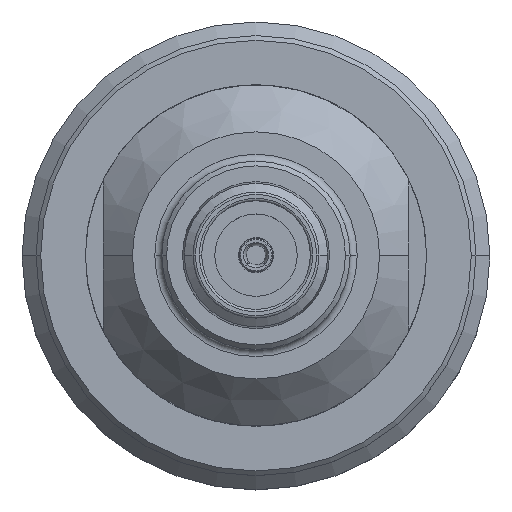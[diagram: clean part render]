
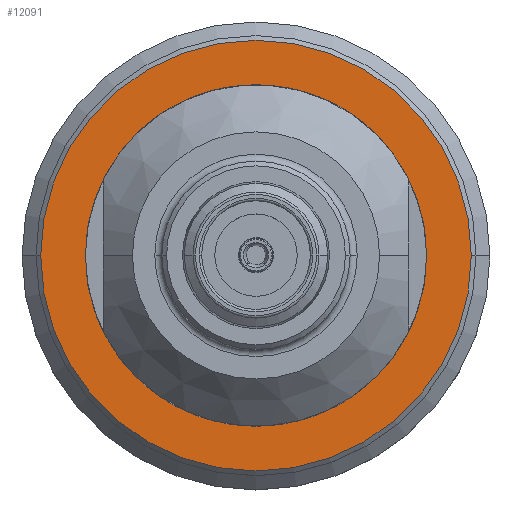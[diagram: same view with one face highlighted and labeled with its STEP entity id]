
A CAD part, top view. The second image highlights one B-rep face of the part: STEP entity #12091.
In plain terms, the highlighted planar face has unit normal (0, 0, 1).
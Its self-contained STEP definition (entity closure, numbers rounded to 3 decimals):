
#310 = DIRECTION ( 'NONE',  ( 0., 0., 1. ) ) ;
#678 = ORIENTED_EDGE ( 'NONE', *, *, #18804, .T. ) ;
#818 = AXIS2_PLACEMENT_3D ( 'NONE', #8102, #310, #6085 ) ;
#1336 = ORIENTED_EDGE ( 'NONE', *, *, #16129, .T. ) ;
#2175 = CARTESIAN_POINT ( 'NONE',  ( 0., 0., -14.43 ) ) ;
#2750 = EDGE_CURVE ( 'NONE', #21909, #17244, #16815, .T. ) ;
#2817 = AXIS2_PLACEMENT_3D ( 'NONE', #13386, #7314, #17089 ) ;
#5340 = AXIS2_PLACEMENT_3D ( 'NONE', #15460, #23331, #15621 ) ;
#6048 = DIRECTION ( 'NONE',  ( -1., 0., 0. ) ) ;
#6085 = DIRECTION ( 'NONE',  ( 1., 0., 0. ) ) ;
#6129 = EDGE_CURVE ( 'NONE', #17244, #21909, #17535, .T. ) ;
#7314 = DIRECTION ( 'NONE',  ( 0., 0., -1. ) ) ;
#7986 = FACE_BOUND ( 'NONE', #9177, .T. ) ;
#8102 = CARTESIAN_POINT ( 'NONE',  ( 0., 0., -14.43 ) ) ;
#8325 = AXIS2_PLACEMENT_3D ( 'NONE', #2175, #13823, #9814 ) ;
#8919 = ORIENTED_EDGE ( 'NONE', *, *, #6129, .F. ) ;
#9177 = EDGE_LOOP ( 'NONE', ( #8919, #22307 ) ) ;
#9814 = DIRECTION ( 'NONE',  ( 1., 0., 0. ) ) ;
#10050 = CARTESIAN_POINT ( 'NONE',  ( -9.15, 0., -14.43 ) ) ;
#10825 = VERTEX_POINT ( 'NONE', #21417 ) ;
#10982 = CARTESIAN_POINT ( 'NONE',  ( 7.25, 0., -14.43 ) ) ;
#11663 = EDGE_LOOP ( 'NONE', ( #678, #1336 ) ) ;
#12091 = ADVANCED_FACE ( 'NONE', ( #18735, #7986 ), #24952, .F. ) ;
#12422 = CIRCLE ( 'NONE', #15974, 9.15 ) ;
#13386 = CARTESIAN_POINT ( 'NONE',  ( 0., 7.25, -14.43 ) ) ;
#13823 = DIRECTION ( 'NONE',  ( 0., 0., 1. ) ) ;
#15460 = CARTESIAN_POINT ( 'NONE',  ( 0., 0., -14.43 ) ) ;
#15621 = DIRECTION ( 'NONE',  ( -1., 0., 0. ) ) ;
#15974 = AXIS2_PLACEMENT_3D ( 'NONE', #21290, #17745, #6048 ) ;
#16129 = EDGE_CURVE ( 'NONE', #10825, #20668, #21429, .T. ) ;
#16815 = CIRCLE ( 'NONE', #818, 7.25 ) ;
#17089 = DIRECTION ( 'NONE',  ( -1., 0., 0. ) ) ;
#17244 = VERTEX_POINT ( 'NONE', #10982 ) ;
#17535 = CIRCLE ( 'NONE', #8325, 7.25 ) ;
#17745 = DIRECTION ( 'NONE',  ( 0., 0., 1. ) ) ;
#18735 = FACE_OUTER_BOUND ( 'NONE', #11663, .T. ) ;
#18804 = EDGE_CURVE ( 'NONE', #20668, #10825, #12422, .T. ) ;
#20668 = VERTEX_POINT ( 'NONE', #10050 ) ;
#21290 = CARTESIAN_POINT ( 'NONE',  ( 0., 0., -14.43 ) ) ;
#21417 = CARTESIAN_POINT ( 'NONE',  ( 9.15, 0., -14.43 ) ) ;
#21429 = CIRCLE ( 'NONE', #5340, 9.15 ) ;
#21909 = VERTEX_POINT ( 'NONE', #22850 ) ;
#22307 = ORIENTED_EDGE ( 'NONE', *, *, #2750, .F. ) ;
#22850 = CARTESIAN_POINT ( 'NONE',  ( -7.25, 0., -14.43 ) ) ;
#23331 = DIRECTION ( 'NONE',  ( 0., 0., 1. ) ) ;
#24952 = PLANE ( 'NONE',  #2817 ) ;
